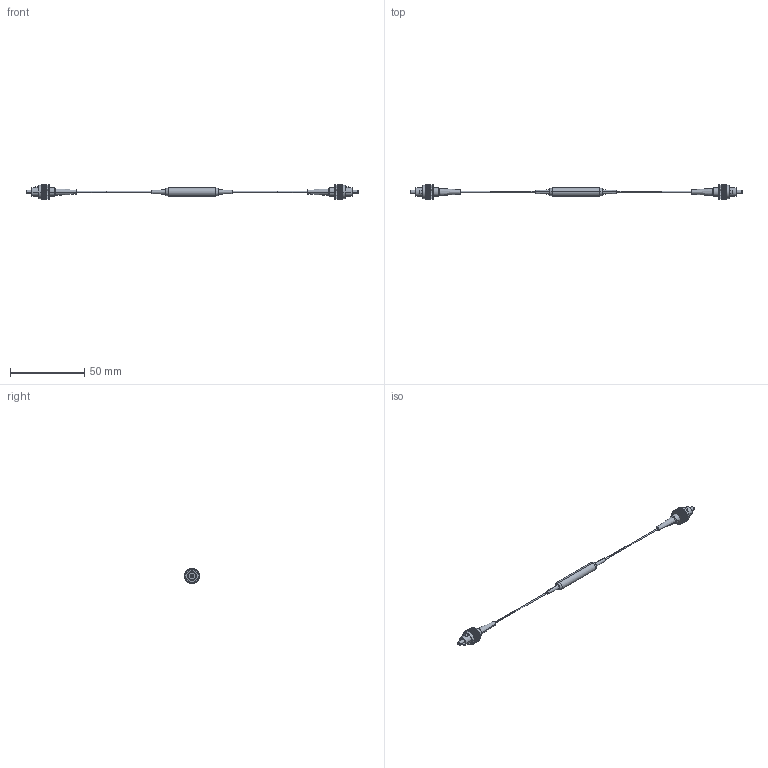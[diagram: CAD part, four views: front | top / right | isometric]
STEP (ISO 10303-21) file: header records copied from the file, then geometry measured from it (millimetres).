
FILE_DESCRIPTION (( 'STEP AP214' ), '1' );
FILE_NAME ('PPMDI-P55-191_3D.STEP', '2022-08-09T14:02:37', ( '' ), ( '' ), 'SwSTEP 2.0', 'SolidWorks 2021', '' );
FILE_SCHEMA (( 'AUTOMOTIVE_DESIGN' ));
Length unit declared in the file: inch
Products named in the file (4): PPMDI-P55-191_3D; Copy of FC??? - ??.step^PPMDI-P55-191; Copy of FC???.step^PPMDI-P55-191; Copy of WDM^PPMDI-P55-191
Assembly tree (3 placements, depth 2):
  PPMDI-P55-191_3D
    Copy of WDM^PPMDI-P55-191
    Copy of FC??? - ??.step^PPMDI-P55-191
    Copy of FC???.step^PPMDI-P55-191
Bounding box: 223 x 9.99 x 9.99 mm (x, y, z)
Volume: 2513 mm3; surface area: 3257.9 mm2
Topology: 3 solids, 3 shells, 448 faces, 1250 edges, 828 vertices
Faces by surface type: plane 272, cylinder 156, cone 20
Entity records: 14560 total; most frequent: CARTESIAN_POINT 2532, ORIENTED_EDGE 2500, DIRECTION 2498, EDGE_CURVE 1250, VECTOR 910, LINE 910, VERTEX_POINT 828, AXIS2_PLACEMENT_3D 794
